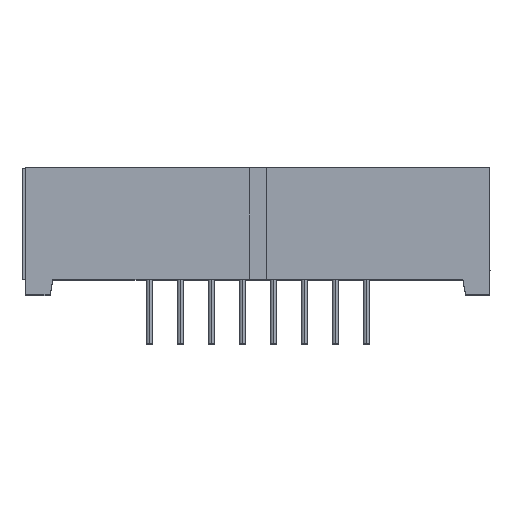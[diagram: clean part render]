
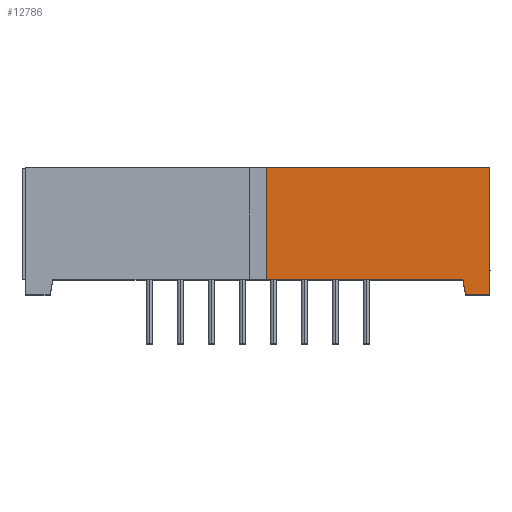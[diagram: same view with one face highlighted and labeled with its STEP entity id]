
A CAD part, top view. The second image highlights one B-rep face of the part: STEP entity #12786.
In plain terms, the highlighted planar face has unit normal (0, 0, 1).
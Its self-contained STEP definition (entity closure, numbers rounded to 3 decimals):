
#11166 = VERTEX_POINT ( 'NONE', #22659 ) ;
#11842 = ORIENTED_EDGE ( 'NONE', *, *, #12765, .F. ) ;
#12366 = VERTEX_POINT ( 'NONE', #28321 ) ;
#12368 = EDGE_CURVE ( 'NONE', #12366, #12369, #28320, .T. ) ;
#12369 = VERTEX_POINT ( 'NONE', #28316 ) ;
#12765 = EDGE_CURVE ( 'NONE', #12369, #11166, #29444, .T. ) ;
#12766 = ORIENTED_EDGE ( 'NONE', *, *, #12368, .F. ) ;
#12767 = ORIENTED_EDGE ( 'NONE', *, *, #12768, .T. ) ;
#12768 = EDGE_CURVE ( 'NONE', #12366, #12792, #29439, .T. ) ;
#12786 = ADVANCED_FACE ( 'NONE', ( #29457 ), #29479, .F. ) ;
#12787 = EDGE_LOOP ( 'NONE', ( #12788, #12793, #12796, #11842, #12766, #12767 ) ) ;
#12788 = ORIENTED_EDGE ( 'NONE', *, *, #12789, .F. ) ;
#12789 = EDGE_CURVE ( 'NONE', #12790, #12792, #29539, .T. ) ;
#12790 = VERTEX_POINT ( 'NONE', #29531 ) ;
#12792 = VERTEX_POINT ( 'NONE', #29530 ) ;
#12793 = ORIENTED_EDGE ( 'NONE', *, *, #12794, .T. ) ;
#12794 = EDGE_CURVE ( 'NONE', #12790, #12795, #29529, .T. ) ;
#12795 = VERTEX_POINT ( 'NONE', #29525 ) ;
#12796 = ORIENTED_EDGE ( 'NONE', *, *, #12797, .T. ) ;
#12797 = EDGE_CURVE ( 'NONE', #12795, #11166, #29524, .T. ) ;
#22659 = CARTESIAN_POINT ( 'NONE',  ( 17., -5.2, 19. ) ) ;
#28316 = CARTESIAN_POINT ( 'NONE',  ( 19., -5.2, 19. ) ) ;
#28317 = DIRECTION ( 'NONE',  ( 0., -1., 0. ) ) ;
#28318 = VECTOR ( 'NONE', #28317, 1000. ) ;
#28319 = CARTESIAN_POINT ( 'NONE',  ( 19., 0., 19. ) ) ;
#28320 = LINE ( 'NONE', #28319, #28318 ) ;
#28321 = CARTESIAN_POINT ( 'NONE',  ( 19., 5.2, 19. ) ) ;
#29436 = DIRECTION ( 'NONE',  ( -1., 0., 0. ) ) ;
#29437 = VECTOR ( 'NONE', #29436, 1000. ) ;
#29438 = CARTESIAN_POINT ( 'NONE',  ( 19., 5.2, 19. ) ) ;
#29439 = LINE ( 'NONE', #29438, #29437 ) ;
#29441 = DIRECTION ( 'NONE',  ( -1., 0., 0. ) ) ;
#29442 = VECTOR ( 'NONE', #29441, 1000. ) ;
#29443 = CARTESIAN_POINT ( 'NONE',  ( 19., -5.2, 19. ) ) ;
#29444 = LINE ( 'NONE', #29443, #29442 ) ;
#29457 = FACE_OUTER_BOUND ( 'NONE', #12787, .T. ) ;
#29479 = PLANE ( 'NONE',  #29538 ) ;
#29521 = DIRECTION ( 'NONE',  ( 0.174, -0.985, 0. ) ) ;
#29522 = VECTOR ( 'NONE', #29521, 1000. ) ;
#29523 = CARTESIAN_POINT ( 'NONE',  ( 20.863, -27.107, 19. ) ) ;
#29524 = LINE ( 'NONE', #29523, #29522 ) ;
#29525 = CARTESIAN_POINT ( 'NONE',  ( 16.78, -3.95, 19. ) ) ;
#29526 = DIRECTION ( 'NONE',  ( 1., 0., 0. ) ) ;
#29527 = VECTOR ( 'NONE', #29526, 1000. ) ;
#29528 = CARTESIAN_POINT ( 'NONE',  ( 0., -3.95, 19. ) ) ;
#29529 = LINE ( 'NONE', #29528, #29527 ) ;
#29530 = CARTESIAN_POINT ( 'NONE',  ( 0.7, 5.2, 19. ) ) ;
#29531 = CARTESIAN_POINT ( 'NONE',  ( 0.7, -3.95, 19. ) ) ;
#29532 = DIRECTION ( 'NONE',  ( 0., 1., 0. ) ) ;
#29533 = VECTOR ( 'NONE', #29532, 1000. ) ;
#29534 = CARTESIAN_POINT ( 'NONE',  ( 0.7, -5.382, 19. ) ) ;
#29535 = DIRECTION ( 'NONE',  ( -1., 0., 0. ) ) ;
#29536 = DIRECTION ( 'NONE',  ( 0., 0., -1. ) ) ;
#29537 = CARTESIAN_POINT ( 'NONE',  ( 19., 0., 19. ) ) ;
#29538 = AXIS2_PLACEMENT_3D ( 'NONE', #29537, #29536, #29535 ) ;
#29539 = LINE ( 'NONE', #29534, #29533 ) ;
